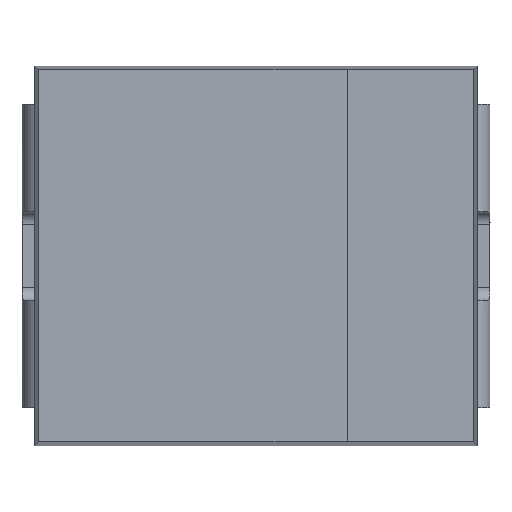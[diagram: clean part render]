
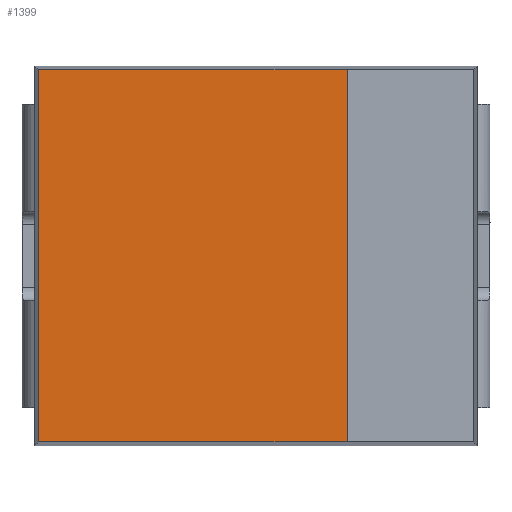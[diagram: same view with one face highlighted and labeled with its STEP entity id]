
A CAD part, top view. The second image highlights one B-rep face of the part: STEP entity #1399.
In plain terms, the highlighted planar face has unit normal (0, 0, 1).
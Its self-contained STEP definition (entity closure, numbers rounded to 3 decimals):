
#57=LINE('',#2080,#216);
#78=LINE('',#2121,#237);
#80=LINE('',#2125,#239);
#81=LINE('',#2126,#240);
#216=VECTOR('',#1679,10.);
#237=VECTOR('',#1718,10.);
#239=VECTOR('',#1722,10.);
#240=VECTOR('',#1723,10.);
#375=PLANE('',#1536);
#459=FACE_OUTER_BOUND('',#546,.T.);
#546=EDGE_LOOP('',(#1034,#1035,#1036,#1037));
#654=VERTEX_POINT('',#2078);
#655=VERTEX_POINT('',#2079);
#666=VERTEX_POINT('',#2120);
#667=VERTEX_POINT('',#2124);
#776=EDGE_CURVE('',#654,#655,#57,.T.);
#797=EDGE_CURVE('',#654,#666,#78,.T.);
#799=EDGE_CURVE('',#667,#655,#80,.T.);
#800=EDGE_CURVE('',#666,#667,#81,.T.);
#1034=ORIENTED_EDGE('',*,*,#776,.T.);
#1035=ORIENTED_EDGE('',*,*,#799,.F.);
#1036=ORIENTED_EDGE('',*,*,#800,.F.);
#1037=ORIENTED_EDGE('',*,*,#797,.F.);
#1399=ADVANCED_FACE('',(#459),#375,.T.);
#1536=AXIS2_PLACEMENT_3D('',#2123,#1720,#1721);
#1679=DIRECTION('',(0.,1.,0.));
#1718=DIRECTION('',(-1.,0.,0.));
#1720=DIRECTION('center_axis',(0.,0.,1.));
#1721=DIRECTION('ref_axis',(1.,0.,0.));
#1722=DIRECTION('',(1.,0.,0.));
#1723=DIRECTION('',(0.,1.,0.));
#2078=CARTESIAN_POINT('',(0.721,-1.471,1.1));
#2079=CARTESIAN_POINT('',(0.721,1.471,1.1));
#2080=CARTESIAN_POINT('',(0.721,-0.736,1.1));
#2120=CARTESIAN_POINT('',(-1.721,-1.471,1.1));
#2121=CARTESIAN_POINT('',(-0.875,-1.471,1.1));
#2123=CARTESIAN_POINT('Origin',(0.,0.,
1.1));
#2124=CARTESIAN_POINT('',(-1.721,1.471,1.1));
#2125=CARTESIAN_POINT('',(0.875,1.471,1.1));
#2126=CARTESIAN_POINT('',(-1.721,0.75,1.1));
